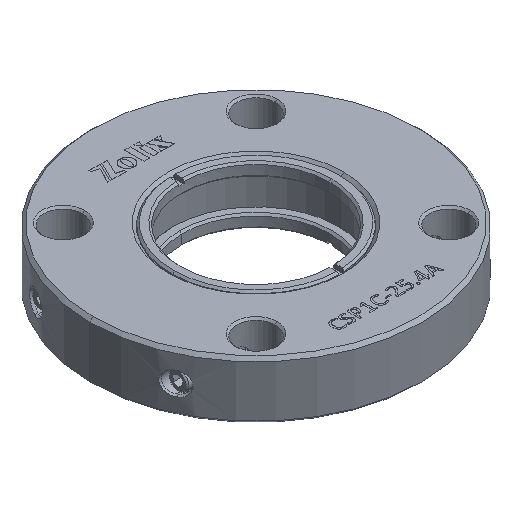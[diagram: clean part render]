
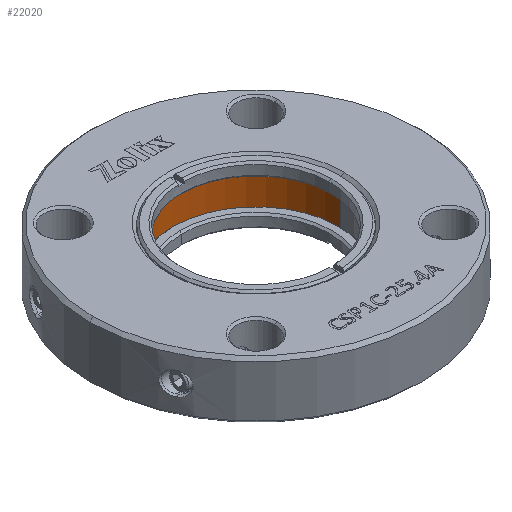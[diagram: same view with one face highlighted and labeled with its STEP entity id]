
A CAD part, isometric view. The second image highlights one B-rep face of the part: STEP entity #22020.
In plain terms, the highlighted cylindrical face has radius 13.145 mm (diameter 26.29 mm), a partial arc.
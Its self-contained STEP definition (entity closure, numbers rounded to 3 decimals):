
#152 = EDGE_CURVE ( 'NONE', #24747, #18603, #190, .T. ) ;
#190 = CIRCLE ( 'NONE', #1466, 13.145 ) ;
#1155 = CARTESIAN_POINT ( 'NONE',  ( 18.072, 0.66, -4. ) ) ;
#1466 = AXIS2_PLACEMENT_3D ( 'NONE', #17707, #5553, #25678 ) ;
#1980 = DIRECTION ( 'NONE',  ( 1., 0., 0. ) ) ;
#2226 = VERTEX_POINT ( 'NONE', #1155 ) ;
#3320 = ORIENTED_EDGE ( 'NONE', *, *, #152, .T. ) ;
#4692 = VECTOR ( 'NONE', #24830, 1000. ) ;
#4843 = LINE ( 'NONE', #12912, #10179 ) ;
#5553 = DIRECTION ( 'NONE',  ( 0., 0., 1. ) ) ;
#6083 = CARTESIAN_POINT ( 'NONE',  ( 4.927, 0.66, -4.5 ) ) ;
#6650 = VERTEX_POINT ( 'NONE', #19867 ) ;
#7675 = CIRCLE ( 'NONE', #13588, 13.145 ) ;
#9732 = AXIS2_PLACEMENT_3D ( 'NONE', #6083, #18237, #1980 ) ;
#10179 = VECTOR ( 'NONE', #16484, 1000. ) ;
#10937 = CARTESIAN_POINT ( 'NONE',  ( 18.072, 0.66, 4. ) ) ;
#10955 = DIRECTION ( 'NONE',  ( 1., 0., 0. ) ) ;
#12912 = CARTESIAN_POINT ( 'NONE',  ( 18.072, 0.66, -4.5 ) ) ;
#13588 = AXIS2_PLACEMENT_3D ( 'NONE', #14934, #17175, #10955 ) ;
#14502 = CARTESIAN_POINT ( 'NONE',  ( -8.218, 0.66, -4.5 ) ) ;
#14603 = EDGE_CURVE ( 'NONE', #6650, #2226, #7675, .T. ) ;
#14934 = CARTESIAN_POINT ( 'NONE',  ( 4.927, 0.66, -4. ) ) ;
#15109 = ORIENTED_EDGE ( 'NONE', *, *, #22704, .T. ) ;
#15458 = EDGE_LOOP ( 'NONE', ( #20639, #24054, #15109, #3320 ) ) ;
#16484 = DIRECTION ( 'NONE',  ( 0., 0., 1. ) ) ;
#17175 = DIRECTION ( 'NONE',  ( 0., 0., -1. ) ) ;
#17707 = CARTESIAN_POINT ( 'NONE',  ( 4.927, 0.66, 4. ) ) ;
#18237 = DIRECTION ( 'NONE',  ( 0., 0., 1. ) ) ;
#18364 = CYLINDRICAL_SURFACE ( 'NONE', #9732, 13.145 ) ;
#18603 = VERTEX_POINT ( 'NONE', #22544 ) ;
#19867 = CARTESIAN_POINT ( 'NONE',  ( -8.218, 0.66, -4. ) ) ;
#20639 = ORIENTED_EDGE ( 'NONE', *, *, #22654, .F. ) ;
#22020 = ADVANCED_FACE ( 'NONE', ( #22353 ), #18364, .F. ) ;
#22353 = FACE_OUTER_BOUND ( 'NONE', #15458, .T. ) ;
#22544 = CARTESIAN_POINT ( 'NONE',  ( -8.218, 0.66, 4. ) ) ;
#22654 = EDGE_CURVE ( 'NONE', #6650, #18603, #22973, .T. ) ;
#22704 = EDGE_CURVE ( 'NONE', #2226, #24747, #4843, .T. ) ;
#22973 = LINE ( 'NONE', #14502, #4692 ) ;
#24054 = ORIENTED_EDGE ( 'NONE', *, *, #14603, .T. ) ;
#24747 = VERTEX_POINT ( 'NONE', #10937 ) ;
#24830 = DIRECTION ( 'NONE',  ( 0., 0., 1. ) ) ;
#25678 = DIRECTION ( 'NONE',  ( 1., 0., 0. ) ) ;
